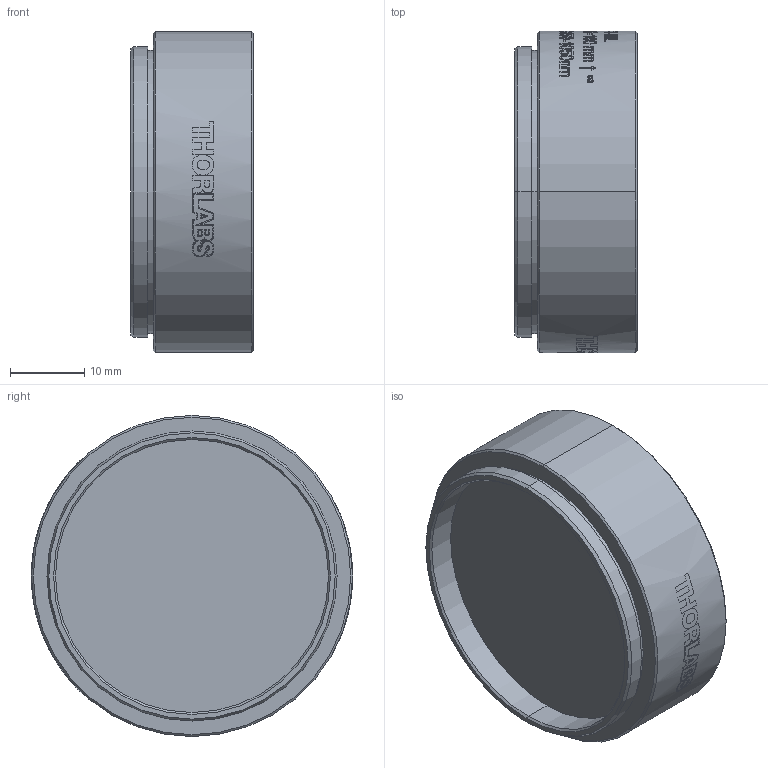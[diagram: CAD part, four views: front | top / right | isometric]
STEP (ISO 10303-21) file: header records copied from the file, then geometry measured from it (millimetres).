
FILE_DESCRIPTION (( 'STEP AP203' ), '1' );
FILE_NAME ('TTN200733-E0W.STEP', '2020-06-26T18:46:21', ( '' ), ( '' ), 'SwSTEP 2.0', 'SolidWorks 2018', '' );
FILE_SCHEMA (( 'CONFIG_CONTROL_DESIGN' ));
Length unit declared in the file: millimetre
Products named in the file (1): TTN200733-E0W
Bounding box: 16.51 x 43.18 x 43.18 mm (x, y, z)
Volume: 9622.9 mm3; surface area: 8638.8 mm2
Topology: 3 solids, 3 shells, 161 faces, 980 edges, 938 vertices
Faces by surface type: cylinder 127, cone 17, plane 15, sphere 2
Entity records: 17918 total; most frequent: CARTESIAN_POINT 10403, ORIENTED_EDGE 1960, DIRECTION 1062, EDGE_CURVE 980, VERTEX_POINT 938, B_SPLINE_CURVE_WITH_KNOTS 510, AXIS2_PLACEMENT_3D 430, EDGE_LOOP 278
